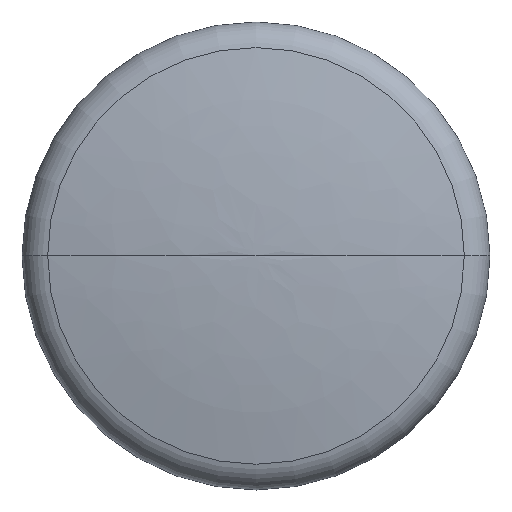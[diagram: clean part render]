
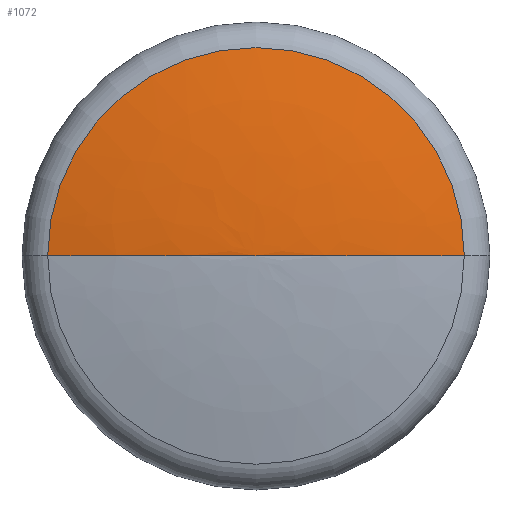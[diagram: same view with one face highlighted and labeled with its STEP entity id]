
A CAD part, top view. The second image highlights one B-rep face of the part: STEP entity #1072.
In plain terms, the highlighted free-form (B-spline) face has degree [2, 2] with [3, 9] control points.
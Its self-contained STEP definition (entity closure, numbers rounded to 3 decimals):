
#394=CARTESIAN_POINT('',(0.0,0.0,41.5));
#395=VERTEX_POINT('',#394);
#396=CARTESIAN_POINT('',(19.141,0.0,39.605));
#397=VERTEX_POINT('',#396);
#398=CARTESIAN_POINT('',(0.,0.0,-56.141));
#399=DIRECTION('',(0.0,1.0,0.0));
#400=DIRECTION('',(1.0,0.0,0.0));
#401=AXIS2_PLACEMENT_3D('',#398,#399,#400);
#402=CIRCLE('',#401,97.641);
#403=EDGE_CURVE('',#395,#397,#402,.T.);
#405=CARTESIAN_POINT('',(-19.141,0.,39.605));
#406=VERTEX_POINT('',#405);
#407=CARTESIAN_POINT('',(0.,0.,-56.141));
#408=DIRECTION('',(0.0,-1.0,0.0));
#409=DIRECTION('',(-1.0,0.0,0.0));
#410=AXIS2_PLACEMENT_3D('',#407,#408,#409);
#411=CIRCLE('',#410,97.641);
#412=EDGE_CURVE('',#395,#406,#411,.T.);
#1012=CARTESIAN_POINT('',(0.0,19.141,39.605));
#1013=VERTEX_POINT('',#1012);
#1014=CARTESIAN_POINT('',(0.0,0.0,39.605));
#1015=DIRECTION('',(0.0,0.0,1.0));
#1016=DIRECTION('',(0.0,1.0,0.0));
#1017=AXIS2_PLACEMENT_3D('',#1014,#1015,#1016);
#1018=CIRCLE('',#1017,19.141);
#1019=EDGE_CURVE('',#1013,#406,#1018,.T.);
#1021=CARTESIAN_POINT('',(0.0,0.0,39.605));
#1022=DIRECTION('',(0.0,0.0,1.0));
#1023=DIRECTION('',(0.0,1.0,0.0));
#1024=AXIS2_PLACEMENT_3D('',#1021,#1022,#1023);
#1025=CIRCLE('',#1024,19.141);
#1026=EDGE_CURVE('',#397,#1013,#1025,.T.);
#1031=CARTESIAN_POINT('',(-19.141,0.,39.605));
#1032=CARTESIAN_POINT('',(-9.664,0.,41.5));
#1033=CARTESIAN_POINT('',(0.,0.,41.5));
#1034=CARTESIAN_POINT('',(-19.141,19.141,39.605));
#1035=CARTESIAN_POINT('',(-9.664,9.664,41.5));
#1036=CARTESIAN_POINT('',(0.,0.,41.5));
#1037=CARTESIAN_POINT('',(0.,19.141,39.605));
#1038=CARTESIAN_POINT('',(0.,9.664,41.5));
#1039=CARTESIAN_POINT('',(0.,0.,41.5));
#1040=CARTESIAN_POINT('',(19.141,19.141,39.605));
#1041=CARTESIAN_POINT('',(9.664,9.664,41.5));
#1042=CARTESIAN_POINT('',(0.,0.,41.5));
#1043=CARTESIAN_POINT('',(19.141,0.,39.605));
#1044=CARTESIAN_POINT('',(9.664,0.,41.5));
#1045=CARTESIAN_POINT('',(0.,0.,41.5));
#1046=CARTESIAN_POINT('',(19.141,-19.141,39.605));
#1047=CARTESIAN_POINT('',(9.664,-9.664,41.5));
#1048=CARTESIAN_POINT('',(0.,0.,41.5));
#1049=CARTESIAN_POINT('',(0.,-19.141,39.605));
#1050=CARTESIAN_POINT('',(0.,-9.664,41.5));
#1051=CARTESIAN_POINT('',(0.,0.,41.5));
#1052=CARTESIAN_POINT('',(-19.141,-19.141,39.605));
#1053=CARTESIAN_POINT('',(-9.664,-9.664,41.5));
#1054=CARTESIAN_POINT('',(0.,0.,41.5));
#1055=CARTESIAN_POINT('',(-19.141,0.,39.605));
#1056=CARTESIAN_POINT('',(-9.664,0.,41.5));
#1057=CARTESIAN_POINT('',(0.,0.,41.5));
#1065=(BOUNDED_SURFACE()B_SPLINE_SURFACE(2,2,((#1031,#1034,#1037,#1040,#1043,#1046,#1049,#1052,#1055),(#1032,#1035,#1038,#1041,#1044,#1047,#1050,#1053,#1056),(#1033,#1036,#1039,#1042,#1045,#1048,#1051,#1054,#1057)),.UNSPECIFIED.,.F.,.T.,.U.)B_SPLINE_SURFACE_WITH_KNOTS((3,3),(3,2,2,2,3),(1.373,1.571),(0.0,1.571,3.142,4.712,6.283),.UNSPECIFIED.)GEOMETRIC_REPRESENTATION_ITEM()RATIONAL_B_SPLINE_SURFACE(((1.0,0.707,1.0,0.707,1.0,0.707,1.0,0.707,1.0),(0.995,0.704,0.995,0.704,0.995,0.704,0.995,0.704,0.995),(1.0,0.707,1.0,0.707,1.0,0.707,1.0,0.707,1.0)))REPRESENTATION_ITEM('')SURFACE());
#1066=ORIENTED_EDGE('',*,*,#403,.T.);
#1067=ORIENTED_EDGE('',*,*,#1026,.T.);
#1068=ORIENTED_EDGE('',*,*,#1019,.T.);
#1069=ORIENTED_EDGE('',*,*,#412,.F.);
#1070=EDGE_LOOP('',(#1066,#1067,#1068,#1069));
#1071=FACE_OUTER_BOUND('',#1070,.T.);
#1072=ADVANCED_FACE('',(#1071),#1065,.T.);
